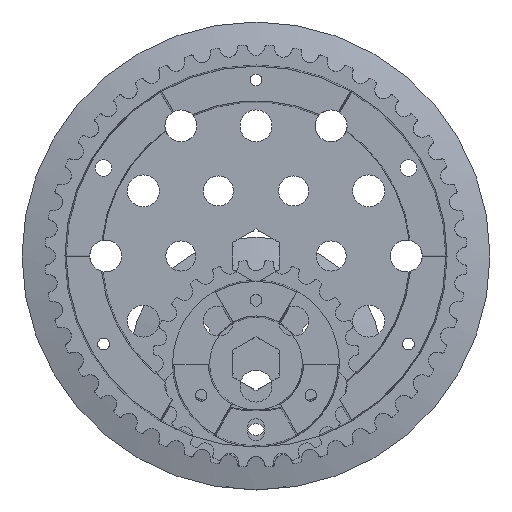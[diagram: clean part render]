
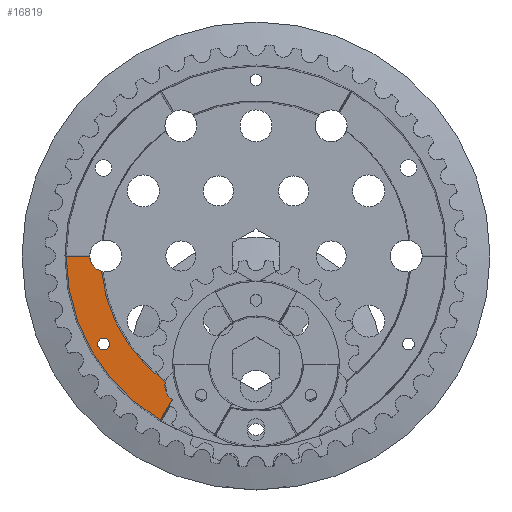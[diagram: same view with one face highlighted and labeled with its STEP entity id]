
A CAD part, front view. The second image highlights one B-rep face of the part: STEP entity #16819.
In plain terms, the highlighted planar face has unit normal (0, -1, 0).
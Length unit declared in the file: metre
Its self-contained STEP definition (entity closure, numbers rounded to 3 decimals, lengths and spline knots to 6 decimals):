
#1245=LINE('',#29033,#2090);
#1251=LINE('',#29056,#2096);
#2090=VECTOR('',#22053,1.);
#2096=VECTOR('',#22079,1.);
#5495=ORIENTED_EDGE('',*,*,#10107,.T.);
#5496=ORIENTED_EDGE('',*,*,#8975,.F.);
#5497=ORIENTED_EDGE('',*,*,#10095,.T.);
#5498=ORIENTED_EDGE('',*,*,#10141,.T.);
#5499=ORIENTED_EDGE('',*,*,#9379,.F.);
#5500=ORIENTED_EDGE('',*,*,#10142,.T.);
#5501=ORIENTED_EDGE('',*,*,#10143,.F.);
#8975=EDGE_CURVE('',#11567,#11568,#13233,.T.);
#9379=EDGE_CURVE('',#11955,#11956,#13604,.T.);
#10095=EDGE_CURVE('',#11567,#12375,#1245,.T.);
#10107=EDGE_CURVE('',#12382,#11568,#1251,.T.);
#10141=EDGE_CURVE('',#12375,#11956,#13714,.T.);
#10142=EDGE_CURVE('',#11955,#12382,#13715,.T.);
#10143=EDGE_CURVE('',#12402,#12402,#13716,.T.);
#11567=VERTEX_POINT('',#25949);
#11568=VERTEX_POINT('',#25951);
#11955=VERTEX_POINT('',#26792);
#11956=VERTEX_POINT('',#26793);
#12375=VERTEX_POINT('',#29034);
#12382=VERTEX_POINT('',#29057);
#12402=VERTEX_POINT('',#29123);
#13233=CIRCLE('',#17593,0.020212);
#13604=CIRCLE('',#17985,0.016533);
#13714=CIRCLE('',#18415,0.0017);
#13715=CIRCLE('',#18416,0.0017);
#13716=CIRCLE('',#18417,0.000625);
#14647=EDGE_LOOP('',(#5495,#5496,#5497,#5498,#5499,#5500));
#14648=EDGE_LOOP('',(#5501));
#15637=FACE_BOUND('',#14647,.T.);
#15638=FACE_BOUND('',#14648,.T.);
#16278=PLANE('',#18414);
#16819=ADVANCED_FACE('',(#15637,#15638),#16278,.T.);
#17593=AXIS2_PLACEMENT_3D('',#25950,#20125,#20126);
#17985=AXIS2_PLACEMENT_3D('',#26791,#20931,#20932);
#18414=AXIS2_PLACEMENT_3D('',#29119,#22157,#22158);
#18415=AXIS2_PLACEMENT_3D('',#29120,#22159,#22160);
#18416=AXIS2_PLACEMENT_3D('',#29121,#22161,#22162);
#18417=AXIS2_PLACEMENT_3D('',#29122,#22163,#22164);
#20125=DIRECTION('',(0.,1.,0.));
#20126=DIRECTION('',(-1.,0.,0.));
#20931=DIRECTION('',(0.,-1.,0.));
#20932=DIRECTION('',(-1.,0.,0.));
#22053=DIRECTION('',(0.5,0.,0.866));
#22079=DIRECTION('',(-1.,0.,0.));
#22157=DIRECTION('',(0.,-1.,0.));
#22158=DIRECTION('',(0.5,0.,0.866));
#22159=DIRECTION('',(0.,1.,0.));
#22160=DIRECTION('',(-1.,0.,0.));
#22161=DIRECTION('',(0.,1.,0.));
#22162=DIRECTION('',(-1.,0.,0.));
#22163=DIRECTION('',(0.,-1.,0.));
#22164=DIRECTION('',(-1.,0.,0.));
#25949=CARTESIAN_POINT('',(-0.011676,-0.0015,0.005455));
#25950=CARTESIAN_POINT('',(-0.0015,-0.0015,0.022918));
#25951=CARTESIAN_POINT('',(-0.021712,-0.0015,0.022837));
#26791=CARTESIAN_POINT('',(-0.0015,-0.0015,0.022918));
#26792=CARTESIAN_POINT('',(-0.017951,-0.0015,0.021279));
#26793=CARTESIAN_POINT('',(-0.011145,-0.0015,0.00949));
#29033=CARTESIAN_POINT('',(-0.000232,-0.0015,0.025277));
#29034=CARTESIAN_POINT('',(-0.010419,-0.0015,0.007632));
#29056=CARTESIAN_POINT('',(-0.001065,-0.0015,0.022837));
#29057=CARTESIAN_POINT('',(-0.019198,-0.0015,0.022837));
#29119=CARTESIAN_POINT('',(-0.001065,-0.0015,0.025758));
#29120=CARTESIAN_POINT('',(-0.0095,-0.0015,0.009062));
#29121=CARTESIAN_POINT('',(-0.0175,-0.0015,0.022918));
#29122=CARTESIAN_POINT('',(-0.017738,-0.0015,0.013543));
#29123=CARTESIAN_POINT('',(-0.018363,-0.0015,0.013543));
